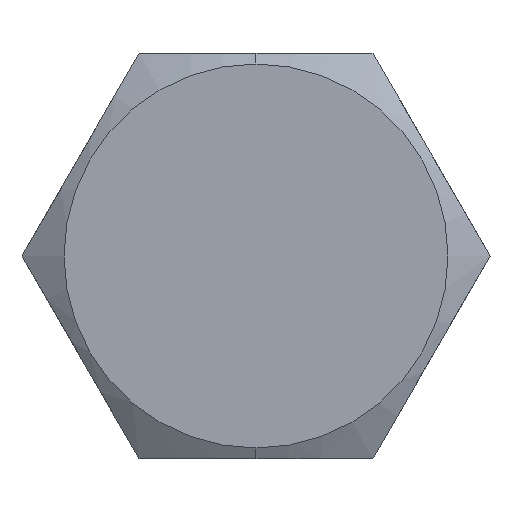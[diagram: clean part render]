
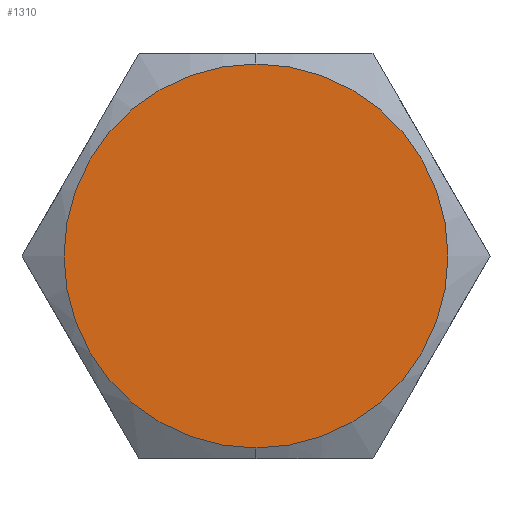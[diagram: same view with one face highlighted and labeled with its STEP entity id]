
A CAD part, front view. The second image highlights one B-rep face of the part: STEP entity #1310.
In plain terms, the highlighted face is planar.
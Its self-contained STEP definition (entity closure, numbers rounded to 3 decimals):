
#130 = AXIS2_PLACEMENT_3D ( 'NONE', #829, #961, #861 ) ;
#152 = FACE_OUTER_BOUND ( 'NONE', #1084, .T. ) ;
#201 = CARTESIAN_POINT ( 'NONE',  ( -7.7, 0., 0. ) ) ;
#316 = EDGE_CURVE ( 'NONE', #1323, #745, #1144, .T. ) ;
#379 = ORIENTED_EDGE ( 'NONE', *, *, #1182, .T. ) ;
#409 = PLANE ( 'NONE',  #1103 ) ;
#418 = CARTESIAN_POINT ( 'NONE',  ( -7.7, 0., 0. ) ) ;
#511 = DIRECTION ( 'NONE',  ( 1., 0., 0. ) ) ;
#546 = AXIS2_PLACEMENT_3D ( 'NONE', #418, #1223, #979 ) ;
#588 = CARTESIAN_POINT ( 'NONE',  ( -7.7, 0., -9. ) ) ;
#705 = ORIENTED_EDGE ( 'NONE', *, *, #316, .T. ) ;
#745 = VERTEX_POINT ( 'NONE', #588 ) ;
#829 = CARTESIAN_POINT ( 'NONE',  ( -7.7, 0., 0. ) ) ;
#861 = DIRECTION ( 'NONE',  ( 0., 0., 1. ) ) ;
#961 = DIRECTION ( 'NONE',  ( -1., 0., 0. ) ) ;
#963 = DIRECTION ( 'NONE',  ( 0., 0., -1. ) ) ;
#979 = DIRECTION ( 'NONE',  ( 0., 0., 1. ) ) ;
#1084 = EDGE_LOOP ( 'NONE', ( #379, #705 ) ) ;
#1103 = AXIS2_PLACEMENT_3D ( 'NONE', #201, #511, #963 ) ;
#1144 = CIRCLE ( 'NONE', #546, 9. ) ;
#1182 = EDGE_CURVE ( 'NONE', #745, #1323, #1440, .T. ) ;
#1223 = DIRECTION ( 'NONE',  ( -1., 0., 0. ) ) ;
#1310 = ADVANCED_FACE ( 'NONE', ( #152 ), #409, .F. ) ;
#1323 = VERTEX_POINT ( 'NONE', #1467 ) ;
#1440 = CIRCLE ( 'NONE', #130, 9. ) ;
#1467 = CARTESIAN_POINT ( 'NONE',  ( -7.7, 0., 9. ) ) ;
